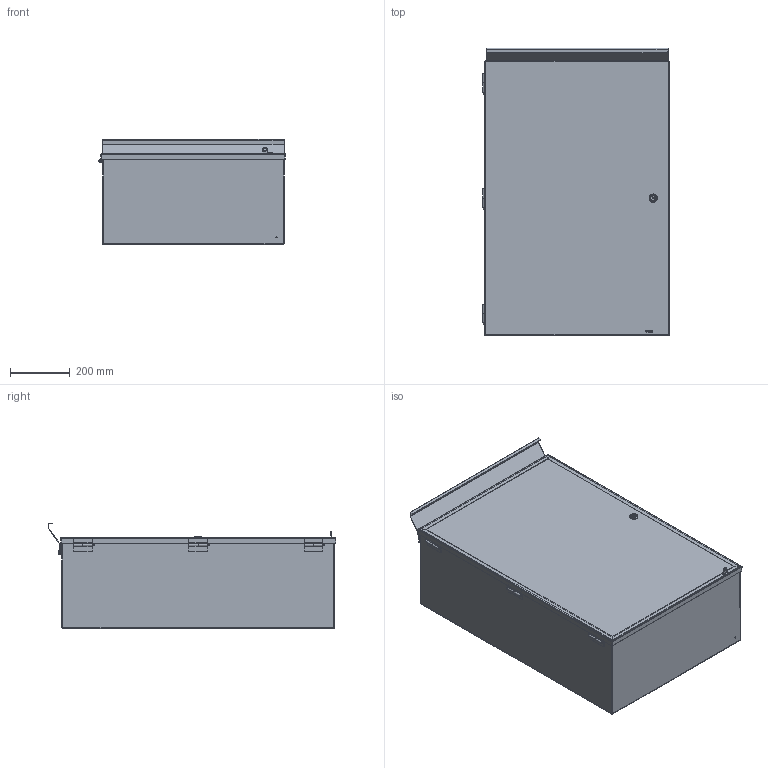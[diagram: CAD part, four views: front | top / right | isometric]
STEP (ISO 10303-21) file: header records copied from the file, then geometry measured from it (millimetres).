
FILE_DESCRIPTION(/* description */ ('CTSD, NEMA 3R, WALL MOUNT, BKP, 36X24X12'),/* implementation_level */ '2;1');
FILE_NAME(/* name */ 'CTSD243612.stp',/* time_stamp */ '2015-01-12T14:45:18-07:00',/* author */ ('samuelbadillo'),/* organization */ (''),/* preprocessor_version */ 'ST-DEVELOPER v15.2',/* originating_system */ 'Autodesk Inventor 2014',/* authorisation */ '');
FILE_SCHEMA (('AUTOMOTIVE_DESIGN { 1 0 10303 214 3 1 1 }'));
Length unit declared in the file: inch
Products named in the file (25): CTSD243612BKP; CTSD2436DR; 31815; HC2527; HC2526TP; HC2526TL; HC2526; CTSD2436DRGSK; CTSD24DK; CTSD24DKGSK; 37237; 3907; 3905; 34929; 38822; 35124-1000-102A-AA; 35124-1000-318; 35124-277-01; 35124-1000-02-RA; 35124-1000-03; 1000-112_prt; 35124-1000-23; 35124-1000-24; HFW3513; CTSD243612
Bounding box: 626.47 x 965.07 x 354.32 mm (x, y, z)
Volume: 4336600.6 mm3; surface area: 4645202.4 mm2
Topology: 41 solids, 41 shells, 913 faces, 2148 edges, 1335 vertices
Faces by surface type: plane 488, cylinder 272, cone 65, bspline 50, torus 34, sphere 4
Full cylindrical faces by diameter (mm): 3.175 x1, 3.556 x1, 4.674 x3, 4.978 x3, 5 x1, 5.5 x1, 5.969 x3, 6.35 x3, 6.604 x3, 6.985 x3, 7.144 x9, 7.366 x3, 9.525 x11, 9.9 x1, 10 x1, 10.2 x1, 11.049 x3, 11.125 x3, 11.735 x6, 12.8 x1, 13.5 x1, 15.2 x1, 15.24 x3, 15.875 x3, 16 x1, 16.1 x1, 16.51 x3, 19.8 x1, 22 x1, 28 x1
Entity records: 22786 total; most frequent: CARTESIAN_POINT 6178, DIRECTION 3364, ORIENTED_EDGE 3204, EDGE_CURVE 1602, AXIS2_PLACEMENT_3D 1196, VERTEX_POINT 1028, LINE 972, VECTOR 972
